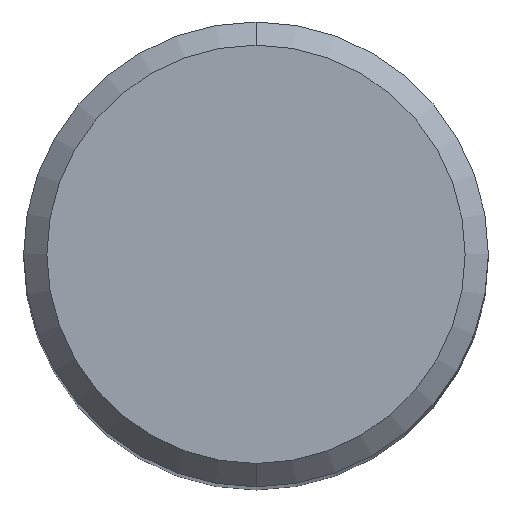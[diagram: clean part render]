
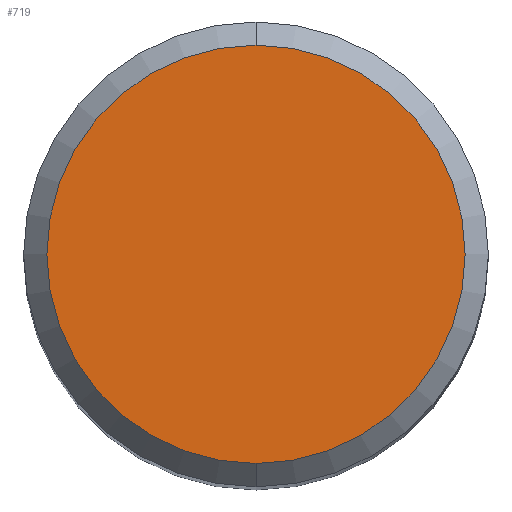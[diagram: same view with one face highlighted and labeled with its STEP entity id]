
A CAD part, top view. The second image highlights one B-rep face of the part: STEP entity #719.
In plain terms, the highlighted planar face has unit normal (0, 0, 1).
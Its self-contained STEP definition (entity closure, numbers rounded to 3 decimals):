
#443=EDGE_CURVE('',#519,#697,#952,.T.);
#519=VERTEX_POINT('',#1033);
#697=VERTEX_POINT('',#1227);
#703=EDGE_CURVE('',#697,#519,#1233,.T.);
#719=ADVANCED_FACE('',(#1250),#1251,.T.);
#952=CIRCLE('',#2967,4.5);
#1033=CARTESIAN_POINT('',(0.0,4.5,0.0));
#1227=CARTESIAN_POINT('',(0.,-4.5,0.0));
#1233=CIRCLE('',#5019,4.5);
#1250=FACE_OUTER_BOUND('',#5140,.T.);
#1251=PLANE('',#5141);
#2967=AXIS2_PLACEMENT_3D('',#5487,#5488,#5489);
#5019=AXIS2_PLACEMENT_3D('',#5765,#5766,#5767);
#5140=EDGE_LOOP('',(#5778,#5779));
#5141=AXIS2_PLACEMENT_3D('',#5780,#5781,#5782);
#5487=CARTESIAN_POINT('',(0.0,0.0,0.0));
#5488=DIRECTION('',(0.0,0.0,-1.0));
#5489=DIRECTION('',(0.0,1.0,0.0));
#5765=CARTESIAN_POINT('',(0.0,0.0,0.0));
#5766=DIRECTION('',(0.0,0.0,-1.0));
#5767=DIRECTION('',(0.0,1.0,0.0));
#5778=ORIENTED_EDGE('',*,*,#443,.F.);
#5779=ORIENTED_EDGE('',*,*,#703,.F.);
#5780=CARTESIAN_POINT('',(0.0,2.25,0.0));
#5781=DIRECTION('',(-0.0,0.0,1.0));
#5782=DIRECTION('',(0.0,-1.0,0.0));
